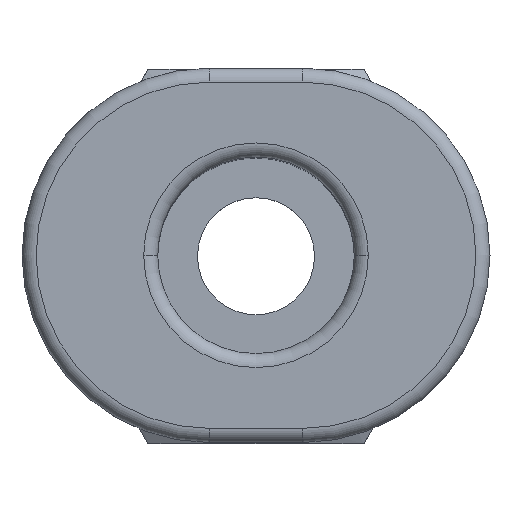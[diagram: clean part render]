
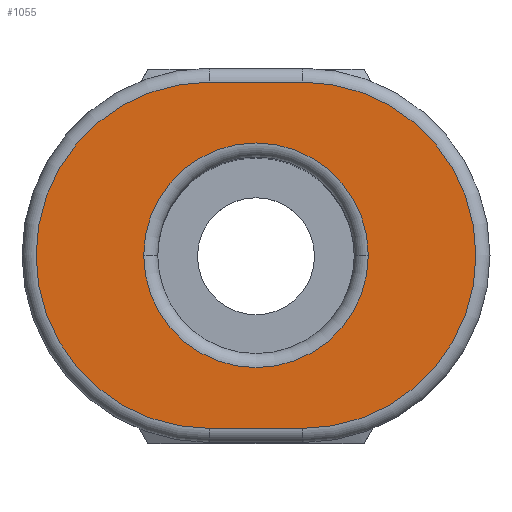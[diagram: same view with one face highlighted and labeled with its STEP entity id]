
A CAD part, top view. The second image highlights one B-rep face of the part: STEP entity #1055.
In plain terms, the highlighted face is planar.
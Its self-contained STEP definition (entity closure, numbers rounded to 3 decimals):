
#415=CARTESIAN_POINT('',(2.4,-8.75,0.));
#416=VERTEX_POINT('',#415);
#424=CARTESIAN_POINT('',(-2.4,-8.75,0.));
#425=VERTEX_POINT('',#424);
#426=CARTESIAN_POINT('',(0.0,-8.75,0.0));
#427=DIRECTION('',(0.0,-1.0,0.0));
#428=DIRECTION('',(1.0,0.0,0.0));
#429=AXIS2_PLACEMENT_3D('',#426,#427,#428);
#430=CIRCLE('',#429,2.4);
#431=EDGE_CURVE('',#416,#425,#430,.T.);
#868=CARTESIAN_POINT('',(-1.0,-8.75,-3.7));
#869=VERTEX_POINT('',#868);
#870=CARTESIAN_POINT('',(-1.,-8.75,3.7));
#871=VERTEX_POINT('',#870);
#872=CARTESIAN_POINT('',(-1.0,-8.75,0.0));
#873=DIRECTION('',(0.0,1.0,0.0));
#874=DIRECTION('',(-1.0,0.0,0.0));
#875=AXIS2_PLACEMENT_3D('',#872,#873,#874);
#876=CIRCLE('',#875,3.7);
#877=EDGE_CURVE('',#869,#871,#876,.T.);
#912=CARTESIAN_POINT('',(1.,-8.75,3.7));
#913=VERTEX_POINT('',#912);
#914=CARTESIAN_POINT('',(-1.,-8.75,3.7));
#915=DIRECTION('',(1.0,0.0,0.0));
#916=VECTOR('',#915,2.);
#917=LINE('',#914,#916);
#918=EDGE_CURVE('',#871,#913,#917,.T.);
#952=CARTESIAN_POINT('',(1.0,-8.75,-3.7));
#953=VERTEX_POINT('',#952);
#961=CARTESIAN_POINT('',(1.0,-8.75,-3.7));
#962=DIRECTION('',(-1.0,0.0,0.0));
#963=VECTOR('',#962,2.0);
#964=LINE('',#961,#963);
#965=EDGE_CURVE('',#953,#869,#964,.T.);
#976=CARTESIAN_POINT('',(1.0,-8.75,0.0));
#977=DIRECTION('',(0.,1.0,0.));
#978=DIRECTION('',(1.0,0.,0.));
#979=AXIS2_PLACEMENT_3D('',#976,#977,#978);
#980=CIRCLE('',#979,3.7);
#981=EDGE_CURVE('',#913,#953,#980,.T.);
#1034=CARTESIAN_POINT('',(0.,-8.75,0.0));
#1035=DIRECTION('',(0.0,1.0,0.0));
#1036=DIRECTION('',(1.0,0.0,0.0));
#1037=AXIS2_PLACEMENT_3D('',#1034,#1035,#1036);
#1038=PLANE('',#1037);
#1039=ORIENTED_EDGE('',*,*,#877,.F.);
#1040=ORIENTED_EDGE('',*,*,#965,.F.);
#1041=ORIENTED_EDGE('',*,*,#981,.F.);
#1042=ORIENTED_EDGE('',*,*,#918,.F.);
#1043=EDGE_LOOP('',(#1039,#1040,#1041,#1042));
#1044=FACE_OUTER_BOUND('',#1043,.T.);
#1045=CARTESIAN_POINT('',(0.0,-8.75,0.0));
#1046=DIRECTION('',(0.0,-1.0,0.0));
#1047=DIRECTION('',(1.0,0.0,0.0));
#1048=AXIS2_PLACEMENT_3D('',#1045,#1046,#1047);
#1049=CIRCLE('',#1048,2.4);
#1050=EDGE_CURVE('',#425,#416,#1049,.T.);
#1051=ORIENTED_EDGE('',*,*,#1050,.F.);
#1052=ORIENTED_EDGE('',*,*,#431,.F.);
#1053=EDGE_LOOP('',(#1051,#1052));
#1054=FACE_BOUND('',#1053,.T.);
#1055=ADVANCED_FACE('',(#1044,#1054),#1038,.F.);
